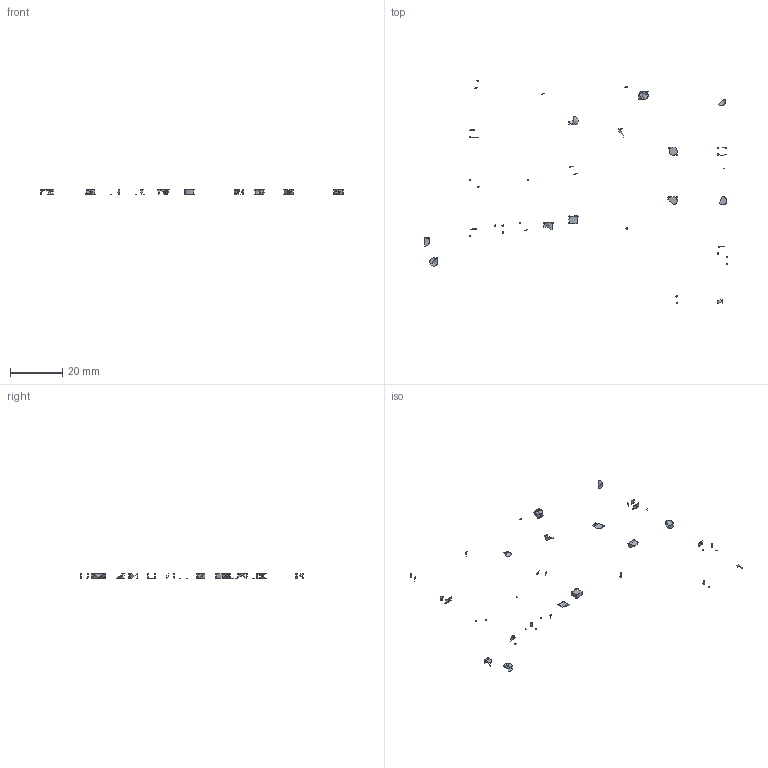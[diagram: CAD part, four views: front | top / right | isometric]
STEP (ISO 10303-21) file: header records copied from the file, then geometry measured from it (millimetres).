
FILE_DESCRIPTION(('KiCad electronic assembly'),'2;1');
FILE_NAME('KB62_R_rev1.step','2022-08-29T14:13:18',('Pcbnew'),('Kicad'), 'Open CASCADE STEP processor 7.6','KiCad to STEP converter','Unknown' );
FILE_SCHEMA(('AUTOMOTIVE_DESIGN { 1 0 10303 214 1 1 1 1 }'));
Length unit declared in the file: millimetre
Products named in the file (2): KB62_R_rev1 1; KB62_R_rev1 PCB
Assembly tree (1 placements, depth 2):
  KB62_R_rev1 1
    KB62_R_rev1 PCB
Bounding box: 116.36 x 86.05 x 1.6 mm (x, y, z)
Volume: 68 mm3; surface area: 431.9 mm2
Topology: 101 solids, 104 shells, 297 faces, 366 edges, 261 vertices
Faces by surface type: plane 149, cylinder 148
Full cylindrical faces by diameter (mm): 0.5 x10
Entity records: 12316 total; most frequent: CARTESIAN_POINT 2671, DIRECTION 1575, LINE 719, VECTOR 719, PCURVE 706, DEFINITIONAL_REPRESENTATION 706, ORIENTED_EDGE 705, AXIS2_PLACEMENT_3D 428
